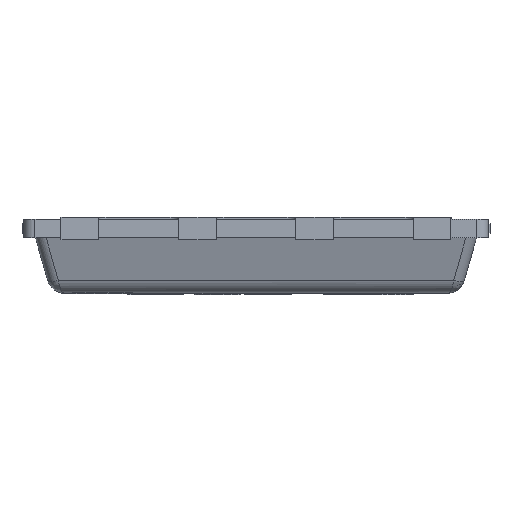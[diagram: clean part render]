
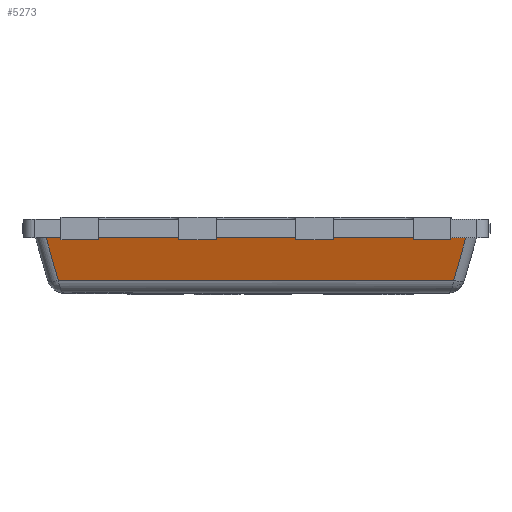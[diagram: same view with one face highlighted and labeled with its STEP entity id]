
A CAD part, left-side view. The second image highlights one B-rep face of the part: STEP entity #5273.
In plain terms, the highlighted planar face has unit normal (-0.961, 0, -0.276).
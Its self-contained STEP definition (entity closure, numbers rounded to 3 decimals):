
#1 = CARTESIAN_POINT ( 'NONE',  ( -2.875, -2.26, 0. ) ) ;
#30 = LINE ( 'NONE', #6393, #2882 ) ;
#32 = DIRECTION ( 'NONE',  ( 0., 1., 0. ) ) ;
#134 = B_SPLINE_CURVE_WITH_KNOTS ( 'NONE', 3,
 ( #6287, #4002, #4594, #1164 ),
 .UNSPECIFIED., .F., .F.,
 ( 4, 4 ),
 ( 0., 1. ),
 .UNSPECIFIED. ) ;
#244 = CARTESIAN_POINT ( 'NONE',  ( -2.875, -2.375, 0. ) ) ;
#511 = VECTOR ( 'NONE', #2318, 1000. ) ;
#592 = CARTESIAN_POINT ( 'NONE',  ( -2.875, -2.375, 0. ) ) ;
#619 = CARTESIAN_POINT ( 'NONE',  ( -2.875, -2.1, 0. ) ) ;
#679 = VERTEX_POINT ( 'NONE', #1487 ) ;
#698 = ORIENTED_EDGE ( 'NONE', *, *, #2049, .T. ) ;
#794 = DIRECTION ( 'NONE',  ( -0.276, 0., 0.961 ) ) ;
#1041 = EDGE_CURVE ( 'NONE', #6860, #5038, #2955, .T. ) ;
#1054 = ORIENTED_EDGE ( 'NONE', *, *, #1888, .T. ) ;
#1074 = EDGE_CURVE ( 'NONE', #3827, #5532, #7145, .T. ) ;
#1100 = LINE ( 'NONE', #3159, #5490 ) ;
#1128 = LINE ( 'NONE', #2133, #3979 ) ;
#1164 = CARTESIAN_POINT ( 'NONE',  ( -2.744, 2.129, -0.458 ) ) ;
#1329 = DIRECTION ( 'NONE',  ( -0.266, -0.265, 0.927 ) ) ;
#1467 = LINE ( 'NONE', #592, #5849 ) ;
#1487 = CARTESIAN_POINT ( 'NONE',  ( -2.875, 2.26, 0. ) ) ;
#1718 = AXIS2_PLACEMENT_3D ( 'NONE', #244, #4231, #794 ) ;
#1800 = EDGE_CURVE ( 'NONE', #6465, #4360, #1467, .T. ) ;
#1888 = EDGE_CURVE ( 'NONE', #6410, #6860, #5148, .T. ) ;
#1958 = ORIENTED_EDGE ( 'NONE', *, *, #5125, .T. ) ;
#2049 = EDGE_CURVE ( 'NONE', #4908, #679, #6897, .T. ) ;
#2104 = DIRECTION ( 'NONE',  ( 0., 1., 0. ) ) ;
#2132 = ORIENTED_EDGE ( 'NONE', *, *, #1800, .T. ) ;
#2133 = CARTESIAN_POINT ( 'NONE',  ( -2.875, -2.375, 0. ) ) ;
#2318 = DIRECTION ( 'NONE',  ( 0., 1., 0. ) ) ;
#2366 = VERTEX_POINT ( 'NONE', #4344 ) ;
#2381 = EDGE_CURVE ( 'NONE', #6301, #2750, #4132, .T. ) ;
#2582 = VECTOR ( 'NONE', #4408, 1000. ) ;
#2612 = VECTOR ( 'NONE', #3789, 1000. ) ;
#2750 = VERTEX_POINT ( 'NONE', #3107 ) ;
#2882 = VECTOR ( 'NONE', #5821, 1000. ) ;
#2930 = ORIENTED_EDGE ( 'NONE', *, *, #6496, .T. ) ;
#2937 = EDGE_CURVE ( 'NONE', #679, #2366, #1100, .T. ) ;
#2955 = LINE ( 'NONE', #6100, #5657 ) ;
#3020 = EDGE_CURVE ( 'NONE', #6410, #2366, #134, .T. ) ;
#3107 = CARTESIAN_POINT ( 'NONE',  ( -2.875, 0.43, 0. ) ) ;
#3159 = CARTESIAN_POINT ( 'NONE',  ( -2.875, 2.26, 0. ) ) ;
#3204 = CARTESIAN_POINT ( 'NONE',  ( -2.875, -2.375, 0. ) ) ;
#3245 = CARTESIAN_POINT ( 'NONE',  ( -2.875, 1.7, 0. ) ) ;
#3260 = CARTESIAN_POINT ( 'NONE',  ( -2.875, -2.375, 0. ) ) ;
#3311 = ORIENTED_EDGE ( 'NONE', *, *, #6700, .T. ) ;
#3439 = DIRECTION ( 'NONE',  ( 0., 1., 0. ) ) ;
#3447 = ORIENTED_EDGE ( 'NONE', *, *, #5728, .T. ) ;
#3504 = FACE_OUTER_BOUND ( 'NONE', #5144, .T. ) ;
#3644 = PLANE ( 'NONE',  #1718 ) ;
#3706 = LINE ( 'NONE', #6325, #511 ) ;
#3789 = DIRECTION ( 'NONE',  ( 0., 1., 0. ) ) ;
#3827 = VERTEX_POINT ( 'NONE', #7253 ) ;
#3828 = DIRECTION ( 'NONE',  ( 0., 1., 0. ) ) ;
#3967 = CARTESIAN_POINT ( 'NONE',  ( -2.875, 2.1, 0. ) ) ;
#3979 = VECTOR ( 'NONE', #3828, 1000. ) ;
#4002 = CARTESIAN_POINT ( 'NONE',  ( -2.744, -0.71, -0.458 ) ) ;
#4132 = LINE ( 'NONE', #4376, #2612 ) ;
#4231 = DIRECTION ( 'NONE',  ( -0.961, 0., -0.276 ) ) ;
#4344 = CARTESIAN_POINT ( 'NONE',  ( -2.744, 2.129, -0.458 ) ) ;
#4353 = DIRECTION ( 'NONE',  ( 0., 1., 0. ) ) ;
#4360 = VERTEX_POINT ( 'NONE', #3245 ) ;
#4376 = CARTESIAN_POINT ( 'NONE',  ( -2.875, -2.375, 0. ) ) ;
#4408 = DIRECTION ( 'NONE',  ( 0., 1., 0. ) ) ;
#4582 = CARTESIAN_POINT ( 'NONE',  ( -2.875, 0.83, 0. ) ) ;
#4594 = CARTESIAN_POINT ( 'NONE',  ( -2.744, 0.71, -0.458 ) ) ;
#4744 = CARTESIAN_POINT ( 'NONE',  ( -2.744, -2.129, -0.458 ) ) ;
#4908 = VERTEX_POINT ( 'NONE', #3967 ) ;
#5038 = VERTEX_POINT ( 'NONE', #619 ) ;
#5125 = EDGE_CURVE ( 'NONE', #4360, #4908, #30, .T. ) ;
#5144 = EDGE_LOOP ( 'NONE', ( #3311, #5595, #2930, #7424, #3447, #2132, #1958, #698, #6336, #7123, #1054, #7277 ) ) ;
#5148 = LINE ( 'NONE', #4744, #6640 ) ;
#5273 = ADVANCED_FACE ( 'NONE', ( #3504 ), #3644, .T. ) ;
#5393 = VECTOR ( 'NONE', #4353, 1000. ) ;
#5490 = VECTOR ( 'NONE', #6573, 1000. ) ;
#5532 = VERTEX_POINT ( 'NONE', #7345 ) ;
#5595 = ORIENTED_EDGE ( 'NONE', *, *, #1074, .T. ) ;
#5657 = VECTOR ( 'NONE', #2104, 1000. ) ;
#5728 = EDGE_CURVE ( 'NONE', #2750, #6465, #7266, .T. ) ;
#5821 = DIRECTION ( 'NONE',  ( 0., 1., 0. ) ) ;
#5849 = VECTOR ( 'NONE', #3439, 1000. ) ;
#6100 = CARTESIAN_POINT ( 'NONE',  ( -2.875, -2.375, 0. ) ) ;
#6225 = CARTESIAN_POINT ( 'NONE',  ( -2.744, -2.129, -0.458 ) ) ;
#6287 = CARTESIAN_POINT ( 'NONE',  ( -2.744, -2.129, -0.458 ) ) ;
#6301 = VERTEX_POINT ( 'NONE', #7231 ) ;
#6325 = CARTESIAN_POINT ( 'NONE',  ( -2.875, -2.375, 0. ) ) ;
#6336 = ORIENTED_EDGE ( 'NONE', *, *, #2937, .T. ) ;
#6393 = CARTESIAN_POINT ( 'NONE',  ( -2.875, -2.375, 0. ) ) ;
#6410 = VERTEX_POINT ( 'NONE', #6225 ) ;
#6465 = VERTEX_POINT ( 'NONE', #4582 ) ;
#6496 = EDGE_CURVE ( 'NONE', #5532, #6301, #3706, .T. ) ;
#6573 = DIRECTION ( 'NONE',  ( 0.266, -0.265, -0.927 ) ) ;
#6640 = VECTOR ( 'NONE', #1329, 1000. ) ;
#6700 = EDGE_CURVE ( 'NONE', #5038, #3827, #1128, .T. ) ;
#6858 = CARTESIAN_POINT ( 'NONE',  ( -2.875, -2.375, 0. ) ) ;
#6860 = VERTEX_POINT ( 'NONE', #1 ) ;
#6897 = LINE ( 'NONE', #3204, #5393 ) ;
#7057 = VECTOR ( 'NONE', #32, 1000. ) ;
#7123 = ORIENTED_EDGE ( 'NONE', *, *, #3020, .F. ) ;
#7145 = LINE ( 'NONE', #3260, #2582 ) ;
#7231 = CARTESIAN_POINT ( 'NONE',  ( -2.875, -0.43, 0. ) ) ;
#7253 = CARTESIAN_POINT ( 'NONE',  ( -2.875, -1.7, 0. ) ) ;
#7266 = LINE ( 'NONE', #6858, #7057 ) ;
#7277 = ORIENTED_EDGE ( 'NONE', *, *, #1041, .T. ) ;
#7345 = CARTESIAN_POINT ( 'NONE',  ( -2.875, -0.83, 0. ) ) ;
#7424 = ORIENTED_EDGE ( 'NONE', *, *, #2381, .T. ) ;
